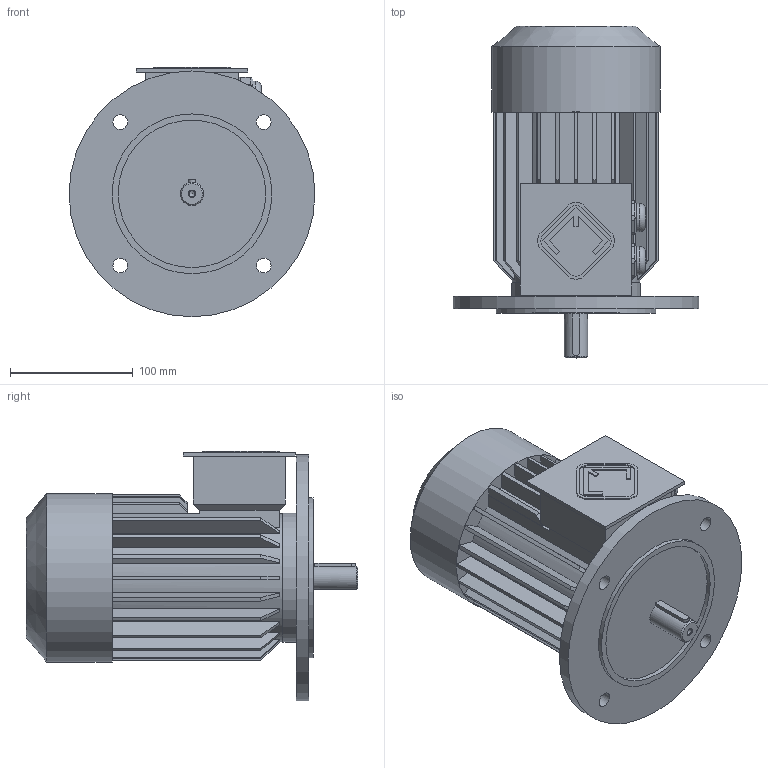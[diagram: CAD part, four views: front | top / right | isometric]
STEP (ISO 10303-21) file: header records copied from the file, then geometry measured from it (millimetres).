
FILE_DESCRIPTION(/* description */ ('Unknown'),/* implementation_level */ '2;1');
FILE_NAME(/* name */ 'A71_В5',/* time_stamp */ '2021-03-25T15:48:48+03:00',/* author */ ('Unknown'),/* organization */ ('Unknown'),/* preprocessor_version */ 'ST-DEVELOPER v16',/* originating_system */ 'DEX',/* authorisation */ $);
FILE_SCHEMA (('AUTOMOTIVE_DESIGN {1 0 10303 214 3 1 1}'));
Length unit declared in the file: millimetre
Products named in the file (1): A71_ﾂ5
Bounding box: 200 x 270 x 203 mm (x, y, z)
Volume: 3026898 mm3; surface area: 272855.3 mm2
Topology: 2 solids, 2 shells, 261 faces, 721 edges, 475 vertices
Faces by surface type: plane 179, cylinder 52, cone 28, torus 2
Full cylindrical faces by diameter (mm): 4.917 x2, 12 x4, 19 x1, 23.257 x2, 29.5 x2, 104 x1, 105 x1, 120 x1, 130 x1, 137 x1, 200 x1
Entity records: 10266 total; most frequent: CARTESIAN_POINT 1837, DIRECTION 1366, ORIENTED_EDGE 1362, EDGE_CURVE 681, AXIS2_PLACEMENT_3D 474, VERTEX_POINT 459, LINE 418, VECTOR 418
